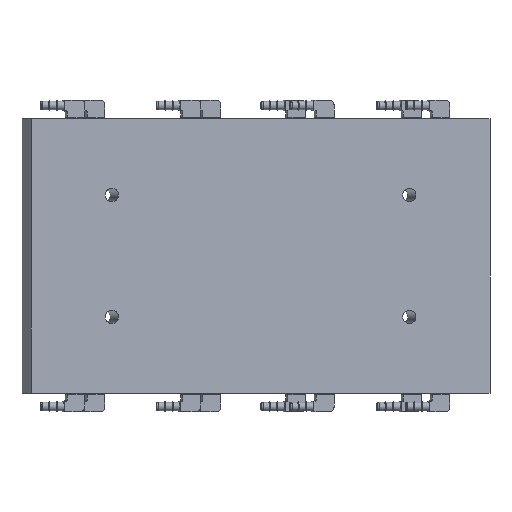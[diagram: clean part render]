
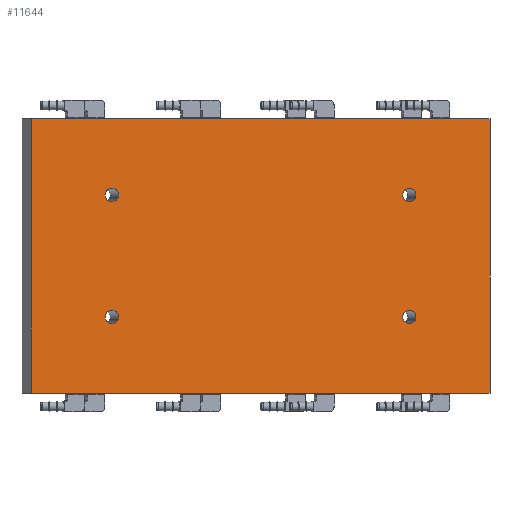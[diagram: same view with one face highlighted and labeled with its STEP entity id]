
A CAD part, top view. The second image highlights one B-rep face of the part: STEP entity #11644.
In plain terms, the highlighted face is planar.
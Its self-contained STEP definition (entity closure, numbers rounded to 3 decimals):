
#403=FACE_BOUND('',#1975,.T.);
#404=FACE_BOUND('',#1976,.T.);
#405=FACE_BOUND('',#1977,.T.);
#406=FACE_BOUND('',#1978,.T.);
#684=PLANE('',#12893);
#1244=FACE_OUTER_BOUND('',#1974,.T.);
#1974=EDGE_LOOP('',(#10305,#10306,#10307,#10308));
#1975=EDGE_LOOP('',(#10309));
#1976=EDGE_LOOP('',(#10310));
#1977=EDGE_LOOP('',(#10311));
#1978=EDGE_LOOP('',(#10312));
#3001=LINE('',#19403,#4015);
#3004=LINE('',#19408,#4018);
#3006=LINE('',#19413,#4020);
#3007=LINE('',#19415,#4021);
#4015=VECTOR('',#16038,10.);
#4018=VECTOR('',#16043,10.);
#4020=VECTOR('',#16049,10.);
#4021=VECTOR('',#16052,10.);
#4445=CIRCLE('',#12483,3.378);
#4448=CIRCLE('',#12489,3.378);
#4451=CIRCLE('',#12495,3.378);
#4454=CIRCLE('',#12501,3.378);
#5311=VERTEX_POINT('',#18342);
#5314=VERTEX_POINT('',#18353);
#5317=VERTEX_POINT('',#18364);
#5320=VERTEX_POINT('',#18375);
#5606=VERTEX_POINT('',#19400);
#5607=VERTEX_POINT('',#19402);
#5608=VERTEX_POINT('',#19406);
#5609=VERTEX_POINT('',#19411);
#6693=EDGE_CURVE('',#5311,#5311,#4445,.T.);
#6698=EDGE_CURVE('',#5314,#5314,#4448,.T.);
#6703=EDGE_CURVE('',#5317,#5317,#4451,.T.);
#6708=EDGE_CURVE('',#5320,#5320,#4454,.T.);
#7199=EDGE_CURVE('',#5606,#5607,#3001,.T.);
#7202=EDGE_CURVE('',#5608,#5606,#3004,.T.);
#7204=EDGE_CURVE('',#5609,#5608,#3006,.T.);
#7205=EDGE_CURVE('',#5607,#5609,#3007,.T.);
#10305=ORIENTED_EDGE('',*,*,#7205,.F.);
#10306=ORIENTED_EDGE('',*,*,#7199,.F.);
#10307=ORIENTED_EDGE('',*,*,#7202,.F.);
#10308=ORIENTED_EDGE('',*,*,#7204,.F.);
#10309=ORIENTED_EDGE('',*,*,#6693,.T.);
#10310=ORIENTED_EDGE('',*,*,#6698,.T.);
#10311=ORIENTED_EDGE('',*,*,#6703,.T.);
#10312=ORIENTED_EDGE('',*,*,#6708,.T.);
#11644=ADVANCED_FACE('',(#1244,#403,#404,#405,#406),#684,.F.);
#12483=AXIS2_PLACEMENT_3D('',#18344,#14890,#14891);
#12489=AXIS2_PLACEMENT_3D('',#18355,#14904,#14905);
#12495=AXIS2_PLACEMENT_3D('',#18366,#14918,#14919);
#12501=AXIS2_PLACEMENT_3D('',#18377,#14932,#14933);
#12893=AXIS2_PLACEMENT_3D('',#19416,#16053,#16054);
#14890=DIRECTION('center_axis',(0.,0.,1.));
#14891=DIRECTION('ref_axis',(1.,0.,0.));
#14904=DIRECTION('center_axis',(0.,0.,1.));
#14905=DIRECTION('ref_axis',(1.,0.,0.));
#14918=DIRECTION('center_axis',(0.,0.,1.));
#14919=DIRECTION('ref_axis',(1.,0.,0.));
#14932=DIRECTION('center_axis',(0.,0.,1.));
#14933=DIRECTION('ref_axis',(1.,0.,0.));
#16038=DIRECTION('',(0.,-1.,0.));
#16043=DIRECTION('',(-1.,0.,0.));
#16049=DIRECTION('',(0.,1.,0.));
#16052=DIRECTION('',(1.,0.,0.));
#16053=DIRECTION('center_axis',(0.,0.,1.));
#16054=DIRECTION('ref_axis',(1.,0.,0.));
#18342=CARTESIAN_POINT('',(-79.578,31.,0.));
#18344=CARTESIAN_POINT('Origin',(-76.2,31.,0.));
#18353=CARTESIAN_POINT('',(72.822,-31.,0.));
#18355=CARTESIAN_POINT('Origin',(76.2,-31.,0.));
#18364=CARTESIAN_POINT('',(-79.578,-31.,0.));
#18366=CARTESIAN_POINT('Origin',(-76.2,-31.,0.));
#18375=CARTESIAN_POINT('',(72.822,31.,0.));
#18377=CARTESIAN_POINT('Origin',(76.2,31.,0.));
#19400=CARTESIAN_POINT('',(-117.475,69.85,0.));
#19402=CARTESIAN_POINT('',(-117.475,-69.85,0.));
#19403=CARTESIAN_POINT('',(-117.475,69.85,0.));
#19406=CARTESIAN_POINT('',(117.475,69.85,0.));
#19408=CARTESIAN_POINT('',(117.475,69.85,0.));
#19411=CARTESIAN_POINT('',(117.475,-69.85,0.));
#19413=CARTESIAN_POINT('',(117.475,-69.85,0.));
#19415=CARTESIAN_POINT('',(-117.475,-69.85,0.));
#19416=CARTESIAN_POINT('Origin',(0.,0.,
0.));
